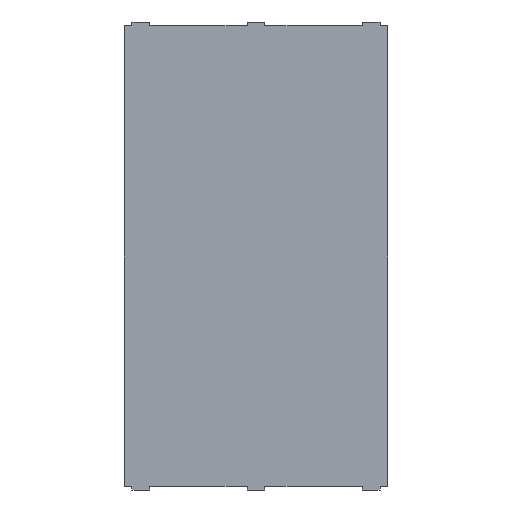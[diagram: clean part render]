
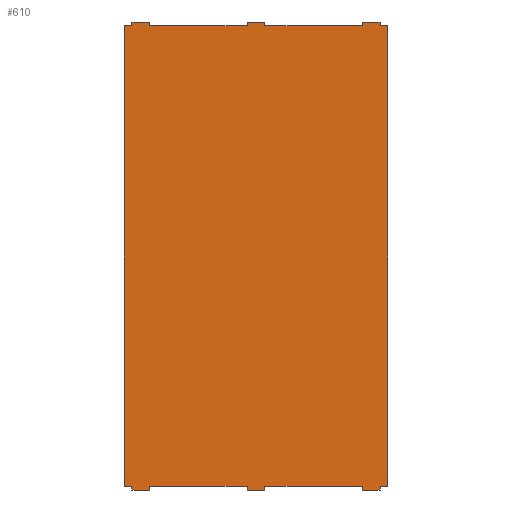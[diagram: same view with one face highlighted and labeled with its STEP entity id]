
A CAD part, front view. The second image highlights one B-rep face of the part: STEP entity #610.
In plain terms, the highlighted planar face has unit normal (0, -1, 0).
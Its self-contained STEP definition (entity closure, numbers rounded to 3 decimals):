
#44=FACE_OUTER_BOUND('',#74,.T.);
#74=EDGE_LOOP('',(#523,#524,#525,#526,#527,#528,#529,#530,#531,#532,#533,
#534,#535,#536,#537,#538,#539,#540,#541,#542,#543,#544,#545,#546,#547,#548,
#549,#550));
#75=LINE('',#799,#159);
#79=LINE('',#807,#163);
#82=LINE('',#813,#166);
#85=LINE('',#819,#169);
#88=LINE('',#825,#172);
#91=LINE('',#831,#175);
#94=LINE('',#837,#178);
#97=LINE('',#843,#181);
#100=LINE('',#849,#184);
#103=LINE('',#855,#187);
#106=LINE('',#861,#190);
#109=LINE('',#867,#193);
#112=LINE('',#873,#196);
#115=LINE('',#879,#199);
#118=LINE('',#885,#202);
#121=LINE('',#891,#205);
#124=LINE('',#897,#208);
#127=LINE('',#903,#211);
#130=LINE('',#909,#214);
#133=LINE('',#915,#217);
#136=LINE('',#921,#220);
#139=LINE('',#927,#223);
#142=LINE('',#933,#226);
#145=LINE('',#939,#229);
#148=LINE('',#945,#232);
#151=LINE('',#951,#235);
#154=LINE('',#957,#238);
#157=LINE('',#962,#241);
#159=VECTOR('',#653,10.);
#163=VECTOR('',#659,10.);
#166=VECTOR('',#664,10.);
#169=VECTOR('',#669,10.);
#172=VECTOR('',#674,10.);
#175=VECTOR('',#679,10.);
#178=VECTOR('',#684,10.);
#181=VECTOR('',#689,10.);
#184=VECTOR('',#694,10.);
#187=VECTOR('',#699,10.);
#190=VECTOR('',#704,10.);
#193=VECTOR('',#709,10.);
#196=VECTOR('',#714,10.);
#199=VECTOR('',#719,10.);
#202=VECTOR('',#724,10.);
#205=VECTOR('',#729,10.);
#208=VECTOR('',#734,10.);
#211=VECTOR('',#739,10.);
#214=VECTOR('',#744,10.);
#217=VECTOR('',#749,10.);
#220=VECTOR('',#754,10.);
#223=VECTOR('',#759,10.);
#226=VECTOR('',#764,10.);
#229=VECTOR('',#769,10.);
#232=VECTOR('',#774,10.);
#235=VECTOR('',#779,10.);
#238=VECTOR('',#784,10.);
#241=VECTOR('',#789,10.);
#243=VERTEX_POINT('',#797);
#244=VERTEX_POINT('',#798);
#247=VERTEX_POINT('',#806);
#249=VERTEX_POINT('',#812);
#251=VERTEX_POINT('',#818);
#253=VERTEX_POINT('',#824);
#255=VERTEX_POINT('',#830);
#257=VERTEX_POINT('',#836);
#259=VERTEX_POINT('',#842);
#261=VERTEX_POINT('',#848);
#263=VERTEX_POINT('',#854);
#265=VERTEX_POINT('',#860);
#267=VERTEX_POINT('',#866);
#269=VERTEX_POINT('',#872);
#271=VERTEX_POINT('',#878);
#273=VERTEX_POINT('',#884);
#275=VERTEX_POINT('',#890);
#277=VERTEX_POINT('',#896);
#279=VERTEX_POINT('',#902);
#281=VERTEX_POINT('',#908);
#283=VERTEX_POINT('',#914);
#285=VERTEX_POINT('',#920);
#287=VERTEX_POINT('',#926);
#289=VERTEX_POINT('',#932);
#291=VERTEX_POINT('',#938);
#293=VERTEX_POINT('',#944);
#295=VERTEX_POINT('',#950);
#297=VERTEX_POINT('',#956);
#299=EDGE_CURVE('',#243,#244,#75,.T.);
#303=EDGE_CURVE('',#247,#243,#79,.T.);
#306=EDGE_CURVE('',#249,#247,#82,.T.);
#309=EDGE_CURVE('',#251,#249,#85,.T.);
#312=EDGE_CURVE('',#253,#251,#88,.T.);
#315=EDGE_CURVE('',#255,#253,#91,.T.);
#318=EDGE_CURVE('',#257,#255,#94,.T.);
#321=EDGE_CURVE('',#259,#257,#97,.T.);
#324=EDGE_CURVE('',#261,#259,#100,.T.);
#327=EDGE_CURVE('',#263,#261,#103,.T.);
#330=EDGE_CURVE('',#265,#263,#106,.T.);
#333=EDGE_CURVE('',#267,#265,#109,.T.);
#336=EDGE_CURVE('',#269,#267,#112,.T.);
#339=EDGE_CURVE('',#271,#269,#115,.T.);
#342=EDGE_CURVE('',#273,#271,#118,.T.);
#345=EDGE_CURVE('',#275,#273,#121,.T.);
#348=EDGE_CURVE('',#277,#275,#124,.T.);
#351=EDGE_CURVE('',#279,#277,#127,.T.);
#354=EDGE_CURVE('',#281,#279,#130,.T.);
#357=EDGE_CURVE('',#283,#281,#133,.T.);
#360=EDGE_CURVE('',#285,#283,#136,.T.);
#363=EDGE_CURVE('',#287,#285,#139,.T.);
#366=EDGE_CURVE('',#289,#287,#142,.T.);
#369=EDGE_CURVE('',#291,#289,#145,.T.);
#372=EDGE_CURVE('',#293,#291,#148,.T.);
#375=EDGE_CURVE('',#295,#293,#151,.T.);
#378=EDGE_CURVE('',#297,#295,#154,.T.);
#381=EDGE_CURVE('',#244,#297,#157,.T.);
#523=ORIENTED_EDGE('',*,*,#381,.F.);
#524=ORIENTED_EDGE('',*,*,#299,.F.);
#525=ORIENTED_EDGE('',*,*,#303,.F.);
#526=ORIENTED_EDGE('',*,*,#306,.F.);
#527=ORIENTED_EDGE('',*,*,#309,.F.);
#528=ORIENTED_EDGE('',*,*,#312,.F.);
#529=ORIENTED_EDGE('',*,*,#315,.F.);
#530=ORIENTED_EDGE('',*,*,#318,.F.);
#531=ORIENTED_EDGE('',*,*,#321,.F.);
#532=ORIENTED_EDGE('',*,*,#324,.F.);
#533=ORIENTED_EDGE('',*,*,#327,.F.);
#534=ORIENTED_EDGE('',*,*,#330,.F.);
#535=ORIENTED_EDGE('',*,*,#333,.F.);
#536=ORIENTED_EDGE('',*,*,#336,.F.);
#537=ORIENTED_EDGE('',*,*,#339,.F.);
#538=ORIENTED_EDGE('',*,*,#342,.F.);
#539=ORIENTED_EDGE('',*,*,#345,.F.);
#540=ORIENTED_EDGE('',*,*,#348,.F.);
#541=ORIENTED_EDGE('',*,*,#351,.F.);
#542=ORIENTED_EDGE('',*,*,#354,.F.);
#543=ORIENTED_EDGE('',*,*,#357,.F.);
#544=ORIENTED_EDGE('',*,*,#360,.F.);
#545=ORIENTED_EDGE('',*,*,#363,.F.);
#546=ORIENTED_EDGE('',*,*,#366,.F.);
#547=ORIENTED_EDGE('',*,*,#369,.F.);
#548=ORIENTED_EDGE('',*,*,#372,.F.);
#549=ORIENTED_EDGE('',*,*,#375,.F.);
#550=ORIENTED_EDGE('',*,*,#378,.F.);
#580=PLANE('',#648);
#610=ADVANCED_FACE('',(#44),#580,.T.);
#648=AXIS2_PLACEMENT_3D('',#965,#793,#794);
#653=DIRECTION('',(1.,0.,0.));
#659=DIRECTION('',(0.,0.,-1.));
#664=DIRECTION('',(1.,0.,0.));
#669=DIRECTION('',(0.,0.,1.));
#674=DIRECTION('',(1.,0.,0.));
#679=DIRECTION('',(0.,0.,-1.));
#684=DIRECTION('',(1.,0.,0.));
#689=DIRECTION('',(0.,0.,1.));
#694=DIRECTION('',(1.,0.,0.));
#699=DIRECTION('',(0.,0.,-1.));
#704=DIRECTION('',(1.,0.,0.));
#709=DIRECTION('',(0.,0.,1.));
#714=DIRECTION('',(1.,0.,0.));
#719=DIRECTION('',(0.,0.,1.));
#724=DIRECTION('',(-1.,0.,0.));
#729=DIRECTION('',(0.,0.,1.));
#734=DIRECTION('',(-1.,0.,0.));
#739=DIRECTION('',(0.,0.,-1.));
#744=DIRECTION('',(-1.,0.,0.));
#749=DIRECTION('',(0.,0.,1.));
#754=DIRECTION('',(-1.,0.,0.));
#759=DIRECTION('',(0.,0.,-1.));
#764=DIRECTION('',(-1.,0.,0.));
#769=DIRECTION('',(0.,0.,1.));
#774=DIRECTION('',(-1.,0.,0.));
#779=DIRECTION('',(0.,0.,-1.));
#784=DIRECTION('',(-1.,0.,0.));
#789=DIRECTION('',(0.,0.,-1.));
#793=DIRECTION('center_axis',(0.,-1.,0.));
#794=DIRECTION('ref_axis',(0.,0.,-1.));
#797=CARTESIAN_POINT('',(-15.,0.,0.));
#798=CARTESIAN_POINT('',(0.,0.,0.));
#799=CARTESIAN_POINT('',(-15.,0.,0.));
#806=CARTESIAN_POINT('',(-15.,0.,7.349));
#807=CARTESIAN_POINT('',(-15.,0.,7.349));
#812=CARTESIAN_POINT('',(-50.,0.,7.349));
#813=CARTESIAN_POINT('',(-50.,0.,7.349));
#818=CARTESIAN_POINT('',(-50.,0.,0.));
#819=CARTESIAN_POINT('',(-50.,0.,0.));
#824=CARTESIAN_POINT('',(-240.,0.,0.));
#825=CARTESIAN_POINT('',(-240.,0.,0.));
#830=CARTESIAN_POINT('',(-240.,0.,7.349));
#831=CARTESIAN_POINT('',(-240.,0.,7.349));
#836=CARTESIAN_POINT('',(-275.,0.,7.349));
#837=CARTESIAN_POINT('',(-275.,0.,7.349));
#842=CARTESIAN_POINT('',(-275.,0.,0.));
#843=CARTESIAN_POINT('',(-275.,0.,0.));
#848=CARTESIAN_POINT('',(-465.,0.,0.));
#849=CARTESIAN_POINT('',(-465.,0.,0.));
#854=CARTESIAN_POINT('',(-465.,0.,7.349));
#855=CARTESIAN_POINT('',(-465.,0.,7.349));
#860=CARTESIAN_POINT('',(-500.,0.,7.349));
#861=CARTESIAN_POINT('',(-500.,0.,7.349));
#866=CARTESIAN_POINT('',(-500.,0.,0.));
#867=CARTESIAN_POINT('',(-500.,0.,0.));
#872=CARTESIAN_POINT('',(-515.,0.,0.));
#873=CARTESIAN_POINT('',(-515.,0.,0.));
#878=CARTESIAN_POINT('',(-515.,0.,-900.));
#879=CARTESIAN_POINT('',(-515.,0.,-900.));
#884=CARTESIAN_POINT('',(-500.,0.,-900.));
#885=CARTESIAN_POINT('',(-500.,0.,-900.));
#890=CARTESIAN_POINT('',(-500.,0.,-907.349));
#891=CARTESIAN_POINT('',(-500.,0.,-907.349));
#896=CARTESIAN_POINT('',(-465.,0.,-907.349));
#897=CARTESIAN_POINT('',(-465.,0.,-907.349));
#902=CARTESIAN_POINT('',(-465.,0.,-900.));
#903=CARTESIAN_POINT('',(-465.,0.,-900.));
#908=CARTESIAN_POINT('',(-275.,0.,-900.));
#909=CARTESIAN_POINT('',(-275.,0.,-900.));
#914=CARTESIAN_POINT('',(-275.,0.,-907.349));
#915=CARTESIAN_POINT('',(-275.,0.,-907.349));
#920=CARTESIAN_POINT('',(-240.,0.,-907.349));
#921=CARTESIAN_POINT('',(-240.,0.,-907.349));
#926=CARTESIAN_POINT('',(-240.,0.,-900.));
#927=CARTESIAN_POINT('',(-240.,0.,-900.));
#932=CARTESIAN_POINT('',(-50.,0.,-900.));
#933=CARTESIAN_POINT('',(-50.,0.,-900.));
#938=CARTESIAN_POINT('',(-50.,0.,-907.349));
#939=CARTESIAN_POINT('',(-50.,0.,-907.349));
#944=CARTESIAN_POINT('',(-15.,0.,-907.349));
#945=CARTESIAN_POINT('',(-15.,0.,-907.349));
#950=CARTESIAN_POINT('',(-15.,0.,-900.));
#951=CARTESIAN_POINT('',(-15.,0.,-900.));
#956=CARTESIAN_POINT('',(0.,0.,-900.));
#957=CARTESIAN_POINT('',(0.,0.,-900.));
#962=CARTESIAN_POINT('',(0.,0.,0.));
#965=CARTESIAN_POINT('Origin',(-257.5,0.,-450.));
